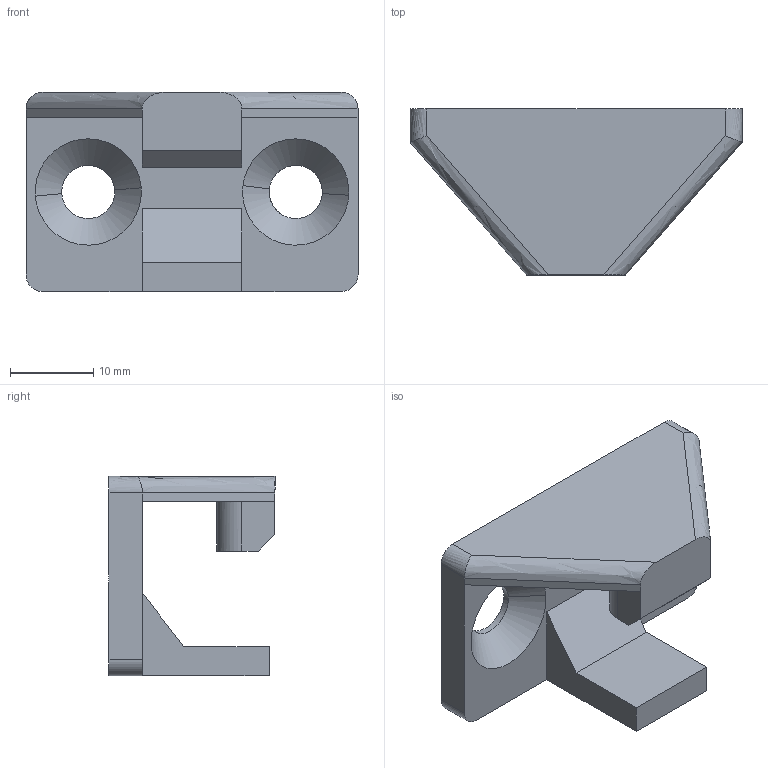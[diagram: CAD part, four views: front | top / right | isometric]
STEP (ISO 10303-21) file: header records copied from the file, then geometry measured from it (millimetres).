
FILE_DESCRIPTION((''),'2;1');
FILE_NAME('','2005-07-15T09:49:05',(''),(''),'','CADfix','');
FILE_SCHEMA(('AUTOMOTIVE_DESIGN'));
Length unit declared in the file: millimetre
Products named in the file (1): catch
Bounding box: 40 x 20 x 24 mm (x, y, z)
Volume: 5798.6 mm3; surface area: 3895.3 mm2
Topology: 1 solids, 1 shells, 36 faces, 107 edges, 73 vertices
Faces by surface type: bspline 36
Entity records: 1201 total; most frequent: CARTESIAN_POINT 583, ORIENTED_EDGE 214, EDGE_CURVE 107, VERTEX_POINT 73, QUASI_UNIFORM_CURVE 66, EDGE_LOOP 40, FACE_OUTER_BOUND 36, ADVANCED_FACE 36
